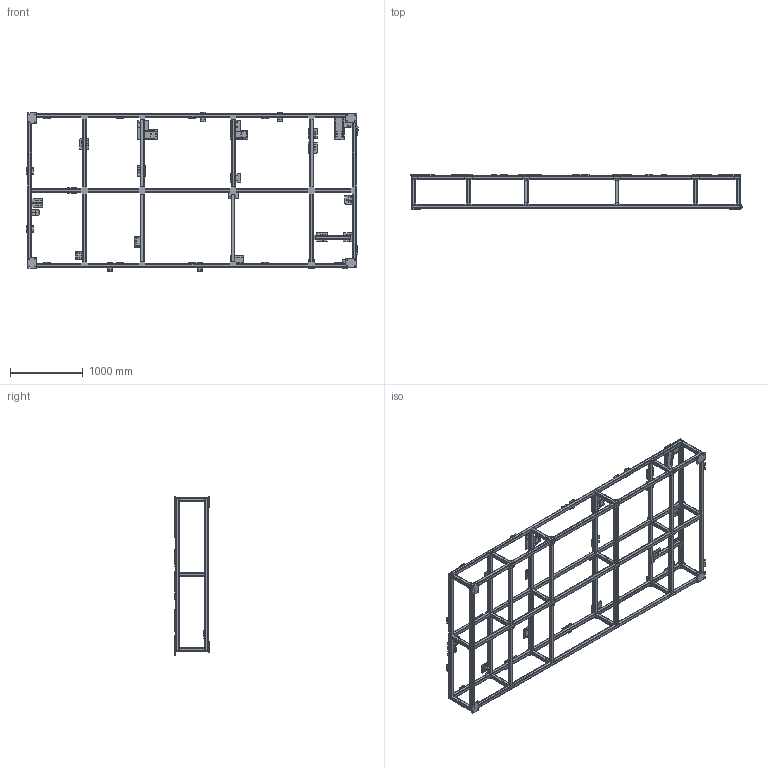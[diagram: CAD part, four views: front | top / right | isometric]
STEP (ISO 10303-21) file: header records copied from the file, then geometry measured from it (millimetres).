
FILE_DESCRIPTION(('CATIA V5 STEP Exchange','CAx-IF Rec.Pracs.--- Model Styling and Organization---1.4--- 2014-01-23'),'2;1');
FILE_NAME('C00363442-HZ-519-227140-2-UN100-0-001-01-OFF.stp','2022-04-06T15:03:55+00:00',('none'),('none'),'CATIA Version 5-6 Release 2016','CATIA V5 STEP AP214','none');
FILE_SCHEMA(('AUTOMOTIVE_DESIGN { 1 0 10303 214 1 1 1 1 }'));
Length unit declared in the file: millimetre
Products named in the file (37): C00363442-HZ-519-227140-2-UN100-0-001-01-OFF; C00363442-HZ-519-227140-2-UN100-0-001-01-OFF-01.; C00363442-HZ-519-227140-2-UN100-0-001-01-OFF-02; C00363442-HZ-519-227140-2-UN100-0-001-01-OFF-04; C00363442-HZ-519-227140-2-UN100-0-001-01-OFF-05; C00363442-HZ-519-227140-2-UN100-0-001-01-OFF-06; C00363442-HZ-519-227140-2-UN100-0-001-01-OFF-08; C00363442-HZ-519-227140-2-UN100-0-001-01-OFF-10; C00363442-HZ-519-227140-2-UN100-0-001-01-OFF-11; C00363442-HZ-519-227140-2-UN100-0-001-01-OFF-12; C00363442-HZ-519-227140-2-UN100-0-001-01-OFF-13; C00363442-HZ-519-227140-2-UN100-0-001-01-OFF-14; C00363442-HZ-519-227140-2-UN100-0-001-01-OFF-16; C00363442-HZ-519-227140-2-UN100-0-001-01-OFF-17; C00363442-HZ-519-227140-2-UN100-0-001-01-OFF-18; C00363442-HZ-519-227140-2-UN100-0-001-01-OFF-19; C00363442-HZ-519-227140-2-UN100-0-001-01-OFF-20; C00363442-HZ-519-227140-2-UN100-0-001-01-OFF-21; C00363442-HZ-519-227140-2-UN100-0-001-01-OFF-22; C00363442-HZ-519-227140-2-UN100-0-001-01-OFF-23; C00363442-HZ-519-227140-2-UN100-0-001-01-OFF-24; C00363442-HZ-519-227140-2-UN100-0-001-01-OFF-25; C00363442-HZ-519-227140-2-UN100-0-001-01-OFF-26; C00363442-HZ-519-227140-2-UN100-0-001-01-OFF-27; C00363442-HZ-519-227140-2-UN100-0-001-01-OFF-28; C00363442-HZ-519-227140-2-UN100-0-001-01-OFF-29; C00363442-HZ-519-227140-2-UN100-0-001-01-OFF-30; C00363442-HZ-519-227140-2-UN100-0-001-01-OFF-31; C00363442-HZ-519-227140-2-UN100-0-001-01-OFF-32; C00363442-HZ-519-227140-2-UN100-0-001-01-OFF-33; C00363442-HZ-519-227140-2-UN100-0-001-01-OFF-34; C00363442-HZ-519-227140-2-UN100-0-001-01-OFF-35; C00363442-HZ-519-227140-2-UN100-0-001-01-OFF-36; C00363442-HZ-519-227140-2-UN100-0-001-01-OFF-37; C00363442-HZ-519-227140-2-UN100-0-001-01-OFF-38; C00363442-HZ-519-227140-2-UN100-0-001-01-OFF-39; C00363442-HZ-519-227140-2-UN100-0-001-01-OFF-40
Assembly tree (163 placements, depth 2):
  C00363442-HZ-519-227140-2-UN100-0-001-01-OFF
    C00363442-HZ-519-227140-2-UN100-0-001-01-OFF-01.
    C00363442-HZ-519-227140-2-UN100-0-001-01-OFF-02  x2
    C00363442-HZ-519-227140-2-UN100-0-001-01-OFF-04  x4
    C00363442-HZ-519-227140-2-UN100-0-001-01-OFF-05  x4
    C00363442-HZ-519-227140-2-UN100-0-001-01-OFF-06  x16
    C00363442-HZ-519-227140-2-UN100-0-001-01-OFF-08
    C00363442-HZ-519-227140-2-UN100-0-001-01-OFF-10  x2
    C00363442-HZ-519-227140-2-UN100-0-001-01-OFF-11
    C00363442-HZ-519-227140-2-UN100-0-001-01-OFF-12
    C00363442-HZ-519-227140-2-UN100-0-001-01-OFF-13
    C00363442-HZ-519-227140-2-UN100-0-001-01-OFF-14
    C00363442-HZ-519-227140-2-UN100-0-001-01-OFF-16
    C00363442-HZ-519-227140-2-UN100-0-001-01-OFF-17
    C00363442-HZ-519-227140-2-UN100-0-001-01-OFF-18
    C00363442-HZ-519-227140-2-UN100-0-001-01-OFF-19
    C00363442-HZ-519-227140-2-UN100-0-001-01-OFF-20  x18
    C00363442-HZ-519-227140-2-UN100-0-001-01-OFF-21  x3
    C00363442-HZ-519-227140-2-UN100-0-001-01-OFF-22
    C00363442-HZ-519-227140-2-UN100-0-001-01-OFF-23  x2
    C00363442-HZ-519-227140-2-UN100-0-001-01-OFF-24  x7
    C00363442-HZ-519-227140-2-UN100-0-001-01-OFF-25  x19
    C00363442-HZ-519-227140-2-UN100-0-001-01-OFF-26  x40
    C00363442-HZ-519-227140-2-UN100-0-001-01-OFF-27
    C00363442-HZ-519-227140-2-UN100-0-001-01-OFF-28
    C00363442-HZ-519-227140-2-UN100-0-001-01-OFF-29
    C00363442-HZ-519-227140-2-UN100-0-001-01-OFF-30
    C00363442-HZ-519-227140-2-UN100-0-001-01-OFF-31
    C00363442-HZ-519-227140-2-UN100-0-001-01-OFF-32  x4
    C00363442-HZ-519-227140-2-UN100-0-001-01-OFF-33  x2
    C00363442-HZ-519-227140-2-UN100-0-001-01-OFF-34  x9
    C00363442-HZ-519-227140-2-UN100-0-001-01-OFF-35  x5
    C00363442-HZ-519-227140-2-UN100-0-001-01-OFF-36  x2
    C00363442-HZ-519-227140-2-UN100-0-001-01-OFF-37  x3
    C00363442-HZ-519-227140-2-UN100-0-001-01-OFF-38  x2
    C00363442-HZ-519-227140-2-UN100-0-001-01-OFF-39
    C00363442-HZ-519-227140-2-UN100-0-001-01-OFF-40  x2
Bounding box: 4570 x 480 x 2197.02 mm (x, y, z)
Volume: 42883792.9 mm3; surface area: 23184287.2 mm2
Topology: 163 solids, 163 shells, 2334 faces, 6021 edges, 4014 vertices
Faces by surface type: plane 1324, cylinder 1010
Entity records: 24946 total; most frequent: CARTESIAN_POINT 4606, ORIENTED_EDGE 3882, DIRECTION 3689, EDGE_CURVE 1941, AXIS2_PLACEMENT_3D 1760, VERTEX_POINT 1294, EDGE_LOOP 1041, VECTOR 1037
